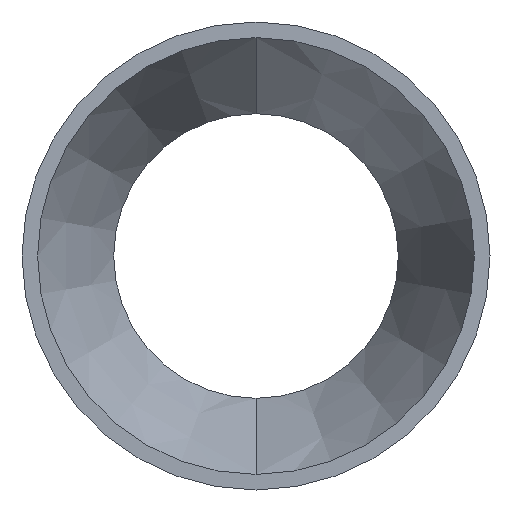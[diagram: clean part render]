
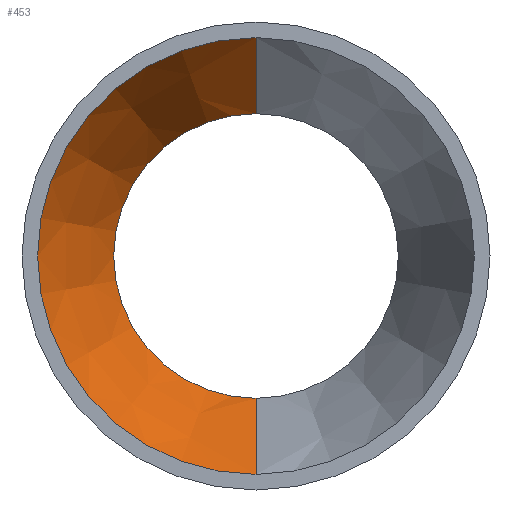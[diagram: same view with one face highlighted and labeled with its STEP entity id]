
A CAD part, front view. The second image highlights one B-rep face of the part: STEP entity #453.
In plain terms, the highlighted conical face has half-angle 23.268 degrees and reference radius 5.6 mm.
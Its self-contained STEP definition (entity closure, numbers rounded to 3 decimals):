
#22 = EDGE_CURVE ( 'NONE', #321, #586, #388, .T. ) ;
#36 = DIRECTION ( 'NONE',  ( 0., -1., 0. ) ) ;
#42 = CARTESIAN_POINT ( 'NONE',  ( 0., -6., 5.6 ) ) ;
#83 = EDGE_CURVE ( 'NONE', #321, #604, #380, .T. ) ;
#95 = EDGE_LOOP ( 'NONE', ( #590, #564, #108, #208 ) ) ;
#108 = ORIENTED_EDGE ( 'NONE', *, *, #485, .F. ) ;
#109 = AXIS2_PLACEMENT_3D ( 'NONE', #577, #36, #422 ) ;
#143 = DIRECTION ( 'NONE',  ( 0., -0.919, 0.395 ) ) ;
#192 = CARTESIAN_POINT ( 'NONE',  ( 0., -6., -5.6 ) ) ;
#200 = FACE_OUTER_BOUND ( 'NONE', #95, .T. ) ;
#201 = VERTEX_POINT ( 'NONE', #365 ) ;
#208 = ORIENTED_EDGE ( 'NONE', *, *, #83, .F. ) ;
#234 = CARTESIAN_POINT ( 'NONE',  ( 0., -1.465, -3.65 ) ) ;
#245 = VECTOR ( 'NONE', #608, 1000. ) ;
#292 = DIRECTION ( 'NONE',  ( 0., 1., 0. ) ) ;
#298 = AXIS2_PLACEMENT_3D ( 'NONE', #479, #379, #385 ) ;
#299 = VECTOR ( 'NONE', #143, 1000. ) ;
#321 = VERTEX_POINT ( 'NONE', #234 ) ;
#345 = CIRCLE ( 'NONE', #298, 5.6 ) ;
#355 = CARTESIAN_POINT ( 'NONE',  ( 0., -6., -5.6 ) ) ;
#365 = CARTESIAN_POINT ( 'NONE',  ( 0., -6., 5.6 ) ) ;
#379 = DIRECTION ( 'NONE',  ( 0., 1., 0. ) ) ;
#380 = LINE ( 'NONE', #355, #245 ) ;
#385 = DIRECTION ( 'NONE',  ( 0., 0., 1. ) ) ;
#387 = CARTESIAN_POINT ( 'NONE',  ( 0., -1.465, 3.65 ) ) ;
#388 = CIRCLE ( 'NONE', #458, 3.65 ) ;
#422 = DIRECTION ( 'NONE',  ( 0., 0., -1. ) ) ;
#441 = DIRECTION ( 'NONE',  ( 0., 0., 1. ) ) ;
#453 = ADVANCED_FACE ( 'NONE', ( #200 ), #491, .F. ) ;
#455 = CARTESIAN_POINT ( 'NONE',  ( 0., -1.465, 0. ) ) ;
#458 = AXIS2_PLACEMENT_3D ( 'NONE', #455, #292, #441 ) ;
#479 = CARTESIAN_POINT ( 'NONE',  ( 0., -6., 0. ) ) ;
#485 = EDGE_CURVE ( 'NONE', #604, #201, #345, .T. ) ;
#491 = CONICAL_SURFACE ( 'NONE', #109, 5.6, 0.406 ) ;
#499 = LINE ( 'NONE', #42, #299 ) ;
#564 = ORIENTED_EDGE ( 'NONE', *, *, #610, .T. ) ;
#577 = CARTESIAN_POINT ( 'NONE',  ( 0., -6., 0. ) ) ;
#586 = VERTEX_POINT ( 'NONE', #387 ) ;
#590 = ORIENTED_EDGE ( 'NONE', *, *, #22, .T. ) ;
#604 = VERTEX_POINT ( 'NONE', #192 ) ;
#608 = DIRECTION ( 'NONE',  ( 0., -0.919, -0.395 ) ) ;
#610 = EDGE_CURVE ( 'NONE', #586, #201, #499, .T. ) ;
